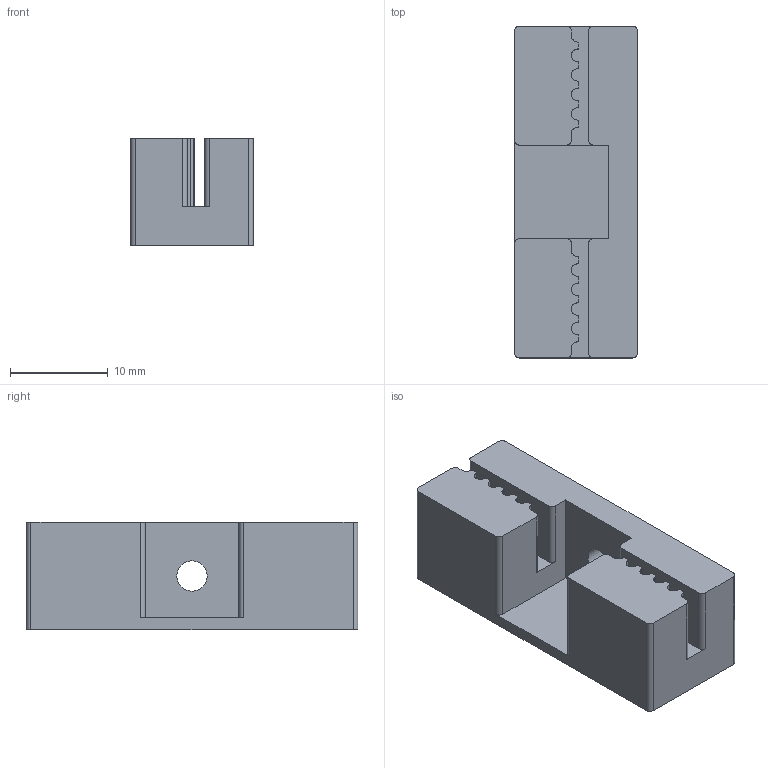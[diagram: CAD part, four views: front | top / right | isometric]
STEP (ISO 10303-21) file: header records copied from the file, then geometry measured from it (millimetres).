
FILE_DESCRIPTION(/* description */ (''),/* implementation_level */ '2;1');
FILE_NAME(/* name */ 'belt-clamp-y.step',/* time_stamp */ '2020-07-15T16:48:54-05:00',/* author */ (''),/* organization */ (''),/* preprocessor_version */ 'ST-DEVELOPER v18.1',/* originating_system */ 'Autodesk Translation Framework v9.3.0.1241',/* authorisation */ '');
FILE_SCHEMA (('AUTOMOTIVE_DESIGN { 1 0 10303 214 3 1 1 }'));
Length unit declared in the file: millimetre
Products named in the file (1): FusionComponent
Bounding box: 12.6 x 34 x 11 mm (x, y, z)
Volume: 3527.3 mm3; surface area: 2408.6 mm2
Topology: 1 solids, 1 shells, 107 faces, 315 edges, 210 vertices
Faces by surface type: cylinder 67, plane 40
Full cylindrical faces by diameter (mm): 3.1 x1
Entity records: 3660 total; most frequent: DIRECTION 665, CARTESIAN_POINT 633, ORIENTED_EDGE 630, EDGE_CURVE 315, AXIS2_PLACEMENT_3D 242, VERTEX_POINT 210, LINE 181, VECTOR 181
